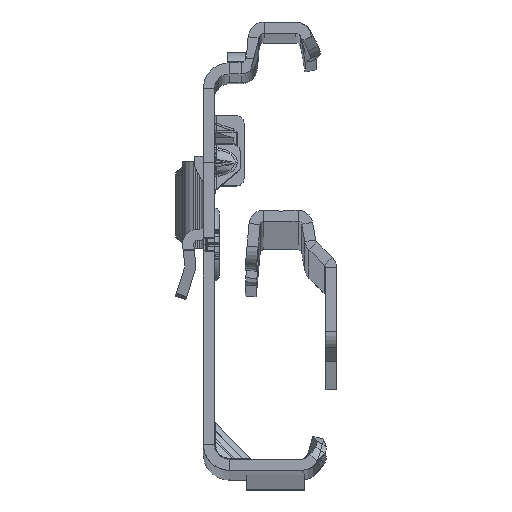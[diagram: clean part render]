
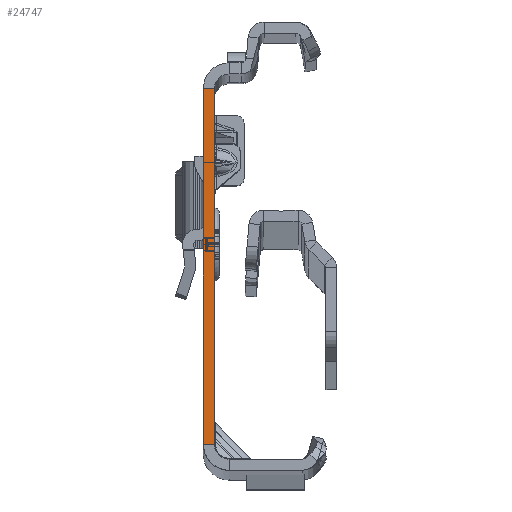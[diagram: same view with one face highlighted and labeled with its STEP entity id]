
A CAD part, top view. The second image highlights one B-rep face of the part: STEP entity #24747.
In plain terms, the highlighted planar face has unit normal (0, 0, 1).
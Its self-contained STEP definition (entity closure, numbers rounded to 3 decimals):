
#652 = EDGE_CURVE ( 'NONE', #35181, #28443, #23457, .T. ) ;
#774 = CARTESIAN_POINT ( 'NONE',  ( -1.5, 22.135, 0. ) ) ;
#1149 = CARTESIAN_POINT ( 'NONE',  ( -1.5, -27.865, 0. ) ) ;
#1872 = LINE ( 'NONE', #1149, #41690 ) ;
#3383 = ORIENTED_EDGE ( 'NONE', *, *, #44269, .F. ) ;
#3830 = EDGE_CURVE ( 'NONE', #24148, #11307, #4111, .T. ) ;
#4111 = LINE ( 'NONE', #15233, #13072 ) ;
#5618 = LINE ( 'NONE', #20681, #28406 ) ;
#9175 = AXIS2_PLACEMENT_3D ( 'NONE', #10791, #37052, #11044 ) ;
#10791 = CARTESIAN_POINT ( 'NONE',  ( -1.5, -27.865, 0. ) ) ;
#10997 = ORIENTED_EDGE ( 'NONE', *, *, #25440, .T. ) ;
#11044 = DIRECTION ( 'NONE',  ( 1., 0., 0. ) ) ;
#11107 = EDGE_LOOP ( 'NONE', ( #3383, #20706, #10997, #27519 ) ) ;
#11307 = VERTEX_POINT ( 'NONE', #774 ) ;
#13072 = VECTOR ( 'NONE', #41289, 1000. ) ;
#15233 = CARTESIAN_POINT ( 'NONE',  ( 0., 22.135, 0. ) ) ;
#15737 = DIRECTION ( 'NONE',  ( 0., -1., 0. ) ) ;
#16027 = VECTOR ( 'NONE', #24137, 1000. ) ;
#16454 = DIRECTION ( 'NONE',  ( 0., -1., 0. ) ) ;
#20681 = CARTESIAN_POINT ( 'NONE',  ( 0., -27.865, 0. ) ) ;
#20706 = ORIENTED_EDGE ( 'NONE', *, *, #3830, .T. ) ;
#23457 = LINE ( 'NONE', #31128, #16027 ) ;
#24137 = DIRECTION ( 'NONE',  ( -1., 0., 0. ) ) ;
#24148 = VERTEX_POINT ( 'NONE', #24640 ) ;
#24640 = CARTESIAN_POINT ( 'NONE',  ( 0., 22.135, 0. ) ) ;
#24747 = ADVANCED_FACE ( 'NONE', ( #29876 ), #41293, .T. ) ;
#25440 = EDGE_CURVE ( 'NONE', #11307, #28443, #1872, .T. ) ;
#27519 = ORIENTED_EDGE ( 'NONE', *, *, #652, .F. ) ;
#28300 = CARTESIAN_POINT ( 'NONE',  ( -1.5, -25.865, 0. ) ) ;
#28406 = VECTOR ( 'NONE', #15737, 1000. ) ;
#28443 = VERTEX_POINT ( 'NONE', #28300 ) ;
#29036 = CARTESIAN_POINT ( 'NONE',  ( 0., -25.865, 0. ) ) ;
#29876 = FACE_OUTER_BOUND ( 'NONE', #11107, .T. ) ;
#31128 = CARTESIAN_POINT ( 'NONE',  ( 0., -25.865, 0. ) ) ;
#35181 = VERTEX_POINT ( 'NONE', #29036 ) ;
#37052 = DIRECTION ( 'NONE',  ( 0., 0., 1. ) ) ;
#41289 = DIRECTION ( 'NONE',  ( -1., 0., 0. ) ) ;
#41293 = PLANE ( 'NONE',  #9175 ) ;
#41690 = VECTOR ( 'NONE', #16454, 1000. ) ;
#44269 = EDGE_CURVE ( 'NONE', #24148, #35181, #5618, .T. ) ;
